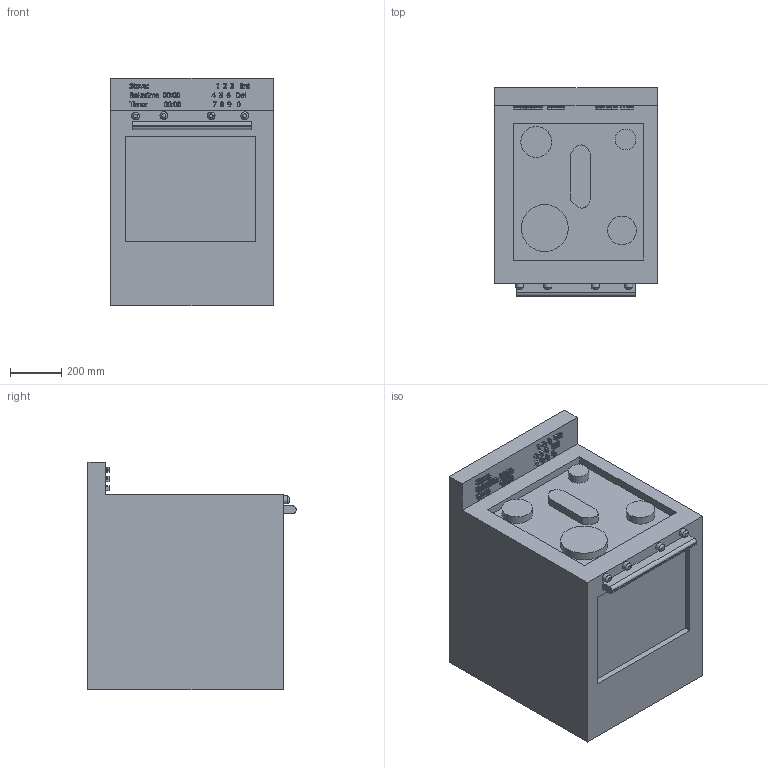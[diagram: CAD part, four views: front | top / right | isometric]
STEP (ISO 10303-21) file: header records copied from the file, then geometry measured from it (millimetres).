
FILE_DESCRIPTION(/* description */ ('STEP AP242','CAx-IF Rec.Pracs.---Representation and Presentation of Product Manufacturing Information (PMI)---4.0---2014-10-13','CAx-IF Rec.Pracs.---3D Tessellated Geometry---0.4---2014-09-14','2;1'),/* implementation_level */ '2;1');
FILE_NAME(/* name */ '66bc8b2d5a591f3e44c6eaca',/* time_stamp */ '2024-08-14T10:47:11Z',/* author */ (''),/* organization */ (''),/* preprocessor_version */ 'ST-DEVELOPER v20',/* originating_system */ ' ',/* authorisation */ ' ');
FILE_SCHEMA (('AP242_MANAGED_MODEL_BASED_3D_ENGINEERING_MIM_LF { 1 0 10303 442 1 1 4 }'));
Length unit declared in the file: metre
Products named in the file (1): Part 1
Bounding box: 635 x 812.8 x 889 mm (x, y, z)
Volume: 363436426.9 mm3; surface area: 3553879.2 mm2
Topology: 1 solids, 1 shells, 911 faces, 2465 edges, 1642 vertices
Faces by surface type: bspline 559, plane 338, cylinder 10, cone 4
Full cylindrical faces by diameter (mm): 30.48 x4, 80.525 x1, 112.158 x1, 120.27 x1, 182.998 x1
Entity records: 30225 total; most frequent: CARTESIAN_POINT 11156, ORIENTED_EDGE 4906, EDGE_CURVE 2453, DIRECTION 2065, VERTEX_POINT 1642, LINE 1311, VECTOR 1311, B_SPLINE_CURVE_WITH_KNOTS 1114
